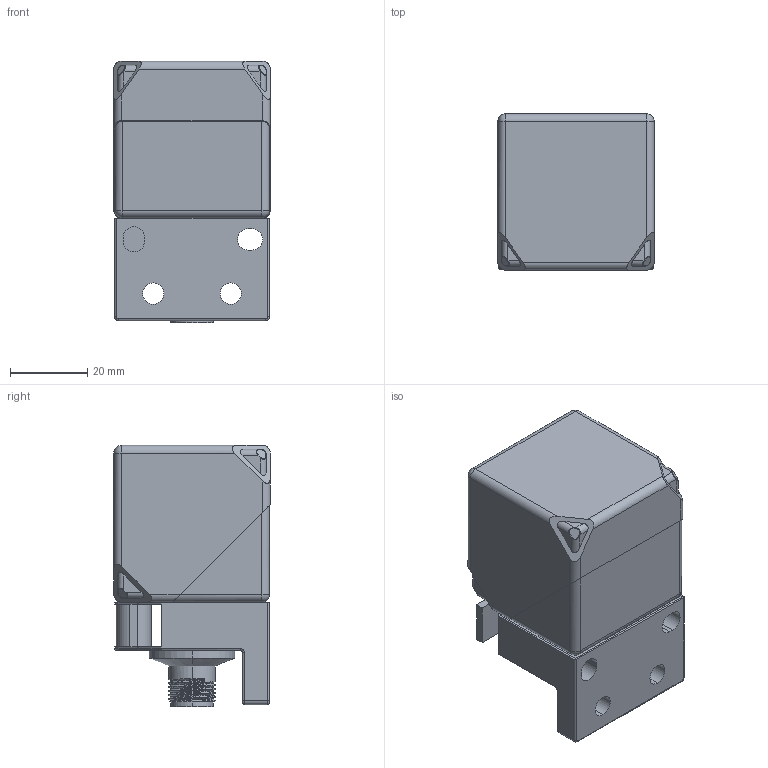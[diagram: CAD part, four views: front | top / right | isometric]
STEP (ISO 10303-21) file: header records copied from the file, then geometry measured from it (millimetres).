
FILE_DESCRIPTION (( 'STEP AP203' ), '1' );
FILE_NAME ('I404067F20XXM12E1.STEP', '2025-08-25T02:28:58', ( 'User' ), ( 'China' ), 'SwSTEP 2.0', 'SolidWorks 2016', '' );
FILE_SCHEMA (( 'CONFIG_CONTROL_DESIGN' ));
Length unit declared in the file: millimetre
Products named in the file (1): I404067F20XXM12E1
Bounding box: 40.4 x 40.4 x 67.5 mm (x, y, z)
Volume: 83424.4 mm3; surface area: 22642.7 mm2
Topology: 3 solids, 3 shells, 272 faces, 688 edges, 434 vertices
Faces by surface type: cylinder 140, plane 88, torus 20, bspline 18, sphere 4, cone 2
Entity records: 10451 total; most frequent: CARTESIAN_POINT 4011, ORIENTED_EDGE 1368, DIRECTION 1304, EDGE_CURVE 684, AXIS2_PLACEMENT_3D 485, VERTEX_POINT 434, LINE 334, VECTOR 334
